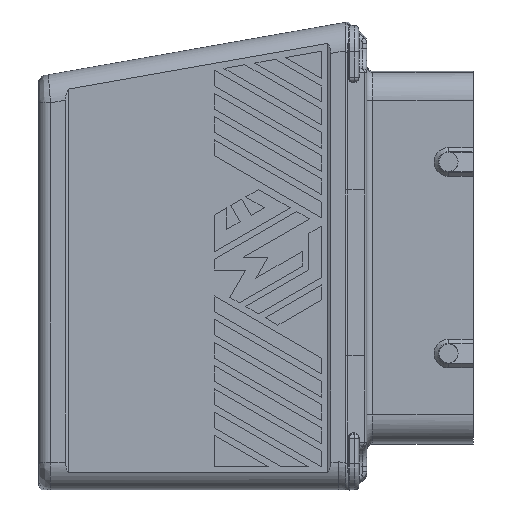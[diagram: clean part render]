
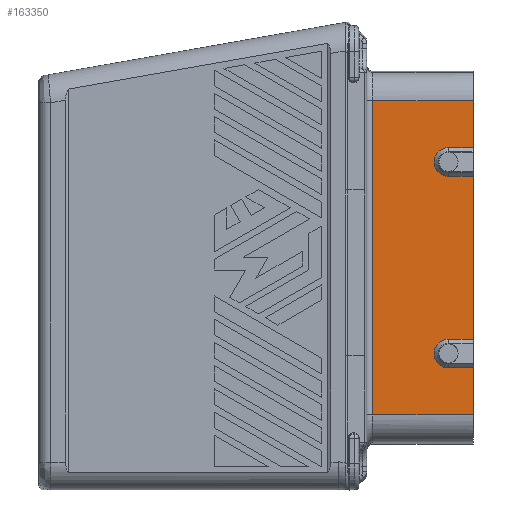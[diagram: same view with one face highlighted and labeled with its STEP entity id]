
A CAD part, left-side view. The second image highlights one B-rep face of the part: STEP entity #163350.
In plain terms, the highlighted planar face has unit normal (-1, 0, 0).
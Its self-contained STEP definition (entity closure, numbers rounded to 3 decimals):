
#162300=CARTESIAN_POINT('',(25.125,19.151,
-59.201));
#162310=DIRECTION('',(-1.,0.,0.));
#162320=DIRECTION('',(0.,1.,0.));
#162330=AXIS2_PLACEMENT_3D('',#162300,#162310,#162320);
#162340=PLANE('',#162330);
#162350=CARTESIAN_POINT('',(25.125,45.537,
22.164));
#162360=DIRECTION('',(0.,-1.,0.));
#162370=VECTOR('',#162360,1.);
#162380=LINE('',#162350,#162370);
#162390=CARTESIAN_POINT('',(25.125,45.037,
22.164));
#162400=VERTEX_POINT('',#162390);
#162410=CARTESIAN_POINT('',(25.125,19.783,
22.164));
#162420=VERTEX_POINT('',#162410);
#162430=EDGE_CURVE('',#162400,#162420,#162380,.T.);
#162440=ORIENTED_EDGE('',*,*,#162430,.F.);
#162450=CARTESIAN_POINT('',(25.125,19.783,
-26.49));
#162460=DIRECTION('',(0.,0.,1.));
#162470=VECTOR('',#162460,1.);
#162480=LINE('',#162450,#162470);
#162490=CARTESIAN_POINT('',(25.125,19.783,
10.4));
#162500=VERTEX_POINT('',#162490);
#162510=EDGE_CURVE('',#162500,#162420,#162480,.T.);
#162520=ORIENTED_EDGE('',*,*,#162510,.T.);
#162530=CARTESIAN_POINT('',(25.125,0.,
10.4));
#162540=DIRECTION('',(-0.,-1.,0.));
#162550=VECTOR('',#162540,1.);
#162560=LINE('',#162530,#162550);
#162570=CARTESIAN_POINT('',(25.125,26.037,
10.4));
#162580=VERTEX_POINT('',#162570);
#162590=EDGE_CURVE('',#162580,#162500,#162560,.T.);
#162600=ORIENTED_EDGE('',*,*,#162590,.T.);
#162610=CARTESIAN_POINT('',(25.125,26.037,
6.8));
#162620=DIRECTION('',(1.,0.,0.));
#162630=DIRECTION('',(0.,0.,-1.));
#162640=AXIS2_PLACEMENT_3D('',#162610,#162620,#162630);
#162650=CIRCLE('',#162640,3.6);
#162660=CARTESIAN_POINT('',(25.125,26.037,
3.2));
#162670=VERTEX_POINT('',#162660);
#162680=EDGE_CURVE('',#162670,#162580,#162650,.T.);
#162690=ORIENTED_EDGE('',*,*,#162680,.T.);
#162700=CARTESIAN_POINT('',(25.125,0.,
3.2));
#162710=DIRECTION('',(-0.,1.,0.));
#162720=VECTOR('',#162710,1.);
#162730=LINE('',#162700,#162720);
#162740=CARTESIAN_POINT('',(25.125,19.783,
3.2));
#162750=VERTEX_POINT('',#162740);
#162760=EDGE_CURVE('',#162750,#162670,#162730,.T.);
#162770=ORIENTED_EDGE('',*,*,#162760,.T.);
#162780=CARTESIAN_POINT('',(25.125,19.783,0.));
#162790=DIRECTION('',(0.,0.,1.));
#162800=VECTOR('',#162790,1.);
#162810=LINE('',#162780,#162800);
#162820=CARTESIAN_POINT('',(25.125,19.783,
-37.598));
#162830=VERTEX_POINT('',#162820);
#162840=EDGE_CURVE('',#162830,#162750,#162810,.T.);
#162850=ORIENTED_EDGE('',*,*,#162840,.T.);
#162860=CARTESIAN_POINT('',(25.125,0.,-37.598));
#162870=DIRECTION('',(-0.,-1.,0.));
#162880=VECTOR('',#162870,1.);
#162890=LINE('',#162860,#162880);
#162900=CARTESIAN_POINT('',(25.125,26.037,
-37.598));
#162910=VERTEX_POINT('',#162900);
#162920=EDGE_CURVE('',#162910,#162830,#162890,.T.);
#162930=ORIENTED_EDGE('',*,*,#162920,.T.);
#162940=CARTESIAN_POINT('',(25.125,26.037,
-41.198));
#162950=DIRECTION('',(1.,0.,0.));
#162960=DIRECTION('',(0.,0.,-1.));
#162970=AXIS2_PLACEMENT_3D('',#162940,#162950,#162960);
#162980=CIRCLE('',#162970,3.6);
#162990=CARTESIAN_POINT('',(25.125,26.037,
-44.798));
#163000=VERTEX_POINT('',#162990);
#163010=EDGE_CURVE('',#163000,#162910,#162980,.T.);
#163020=ORIENTED_EDGE('',*,*,#163010,.T.);
#163030=CARTESIAN_POINT('',(25.125,0.,-44.798));
#163040=DIRECTION('',(-0.,1.,0.));
#163050=VECTOR('',#163040,1.);
#163060=LINE('',#163030,#163050);
#163070=CARTESIAN_POINT('',(25.125,19.783,
-44.798));
#163080=VERTEX_POINT('',#163070);
#163090=EDGE_CURVE('',#163080,#163000,#163060,.T.);
#163100=ORIENTED_EDGE('',*,*,#163090,.T.);
#163110=CARTESIAN_POINT('',(25.125,19.783,0.));
#163120=DIRECTION('',(0.,0.,1.));
#163130=VECTOR('',#163120,1.);
#163140=LINE('',#163110,#163130);
#163150=CARTESIAN_POINT('',(25.125,19.783,
-56.571));
#163160=VERTEX_POINT('',#163150);
#163170=EDGE_CURVE('',#163160,#163080,#163140,.T.);
#163180=ORIENTED_EDGE('',*,*,#163170,.T.);
#163190=CARTESIAN_POINT('',(25.125,19.281,
-56.571));
#163200=DIRECTION('',(0.,1.,0.));
#163210=VECTOR('',#163200,1.);
#163220=LINE('',#163190,#163210);
#163230=CARTESIAN_POINT('',(25.125,45.037,
-56.571));
#163240=VERTEX_POINT('',#163230);
#163250=EDGE_CURVE('',#163160,#163240,#163220,.T.);
#163260=ORIENTED_EDGE('',*,*,#163250,.F.);
#163270=CARTESIAN_POINT('',(25.125,45.037,
-57.071));
#163280=DIRECTION('',(0.,0.,1.));
#163290=VECTOR('',#163280,1.);
#163300=LINE('',#163270,#163290);
#163310=EDGE_CURVE('',#163240,#162400,#163300,.T.);
#163320=ORIENTED_EDGE('',*,*,#163310,.F.);
#163330=EDGE_LOOP('',(#163320,#163260,#163180,#163100,#163020,#162930,
#162850,#162770,#162690,#162600,#162520,#162440));
#163340=FACE_OUTER_BOUND('',#163330,.T.);
#163350=ADVANCED_FACE('',(#163340),#162340,.T.);
